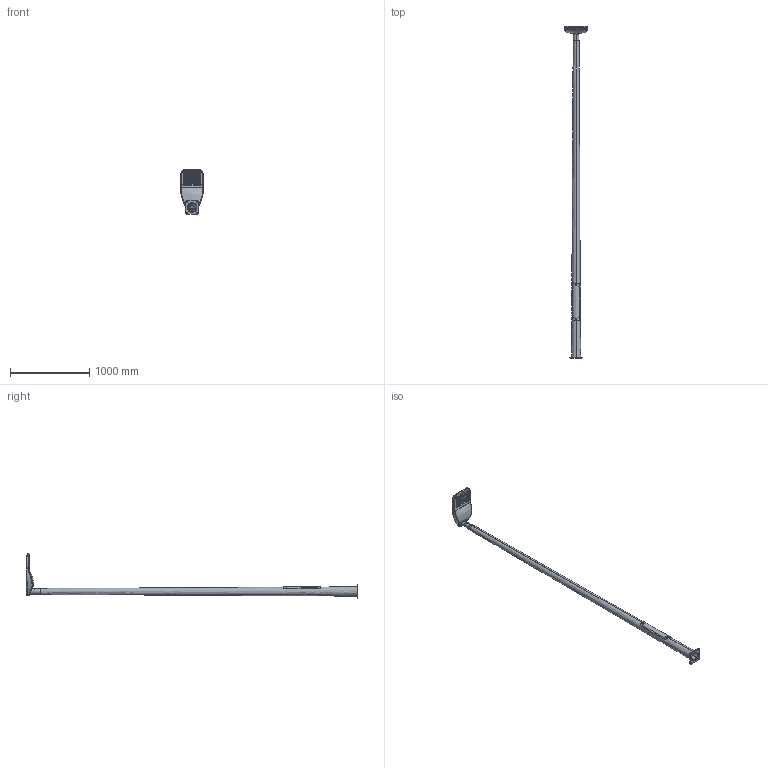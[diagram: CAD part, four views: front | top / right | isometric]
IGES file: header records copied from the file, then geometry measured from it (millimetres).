
Start section: SolidWorks IGES file using analytic representation for surfaces
Global section: file name: verta-1-4(60)-(Ê170-130-4õ14)-ö+ïî.IGS; native system: SolidWorks 2020; preprocessor: SolidWorks 2020; author: Åêàòåðèíà; date: 210713.112138; units: millimetre
Bounding box: 288.07 x 4187.42 x 560.8 mm (x, y, z)
Surface area: 2980219.3 mm2 (no closed solid volume)
Topology: 0 solids, 0 shells, 591 faces, 9434 edges, 9424 vertices
Faces by surface type: bspline 312, revolution 279
